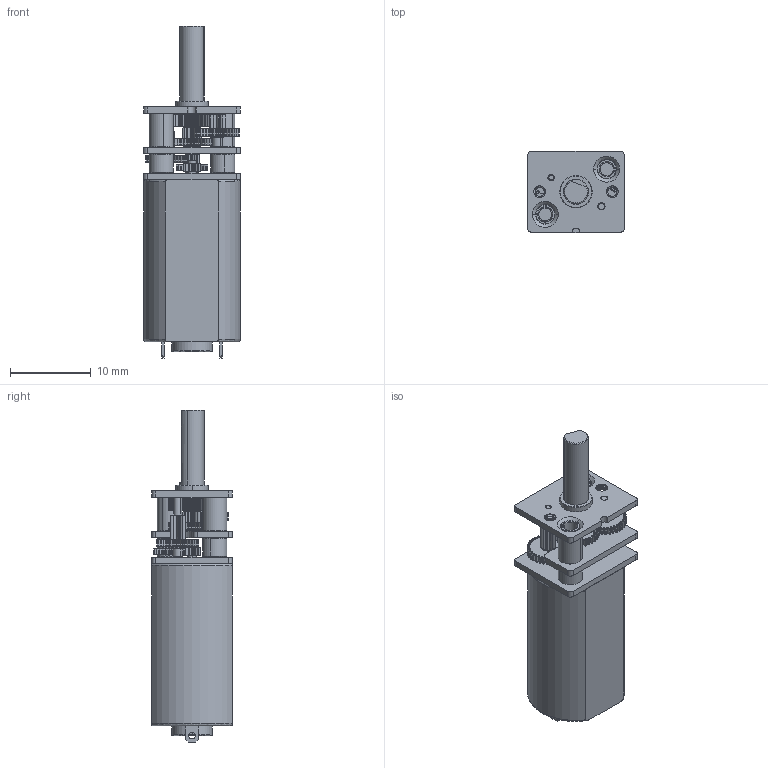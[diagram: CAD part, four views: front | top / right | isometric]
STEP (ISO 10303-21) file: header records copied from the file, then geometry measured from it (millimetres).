
FILE_DESCRIPTION((''),'2;1');
FILE_NAME('ASM0001_ASM','2024-07-15T',('86157'),(''),'PRO/ENGINEER BY PARAMETRIC TECHNOLOGY CORPORATION, 2010280','PRO/ENGINEER BY PARAMETRIC TECHNOLOGY CORPORATION, 2010280','');
FILE_SCHEMA(('CONFIG_CONTROL_DESIGN'));
Products named in the file (20): ________M0_15X10T_M0_15X10; ________M0_15X9T_M0_15X9; ________M0_15X25____-0_35_M0_15; ________M0_15X10____0_45_M0_15X; 2_4____; ________M0_15X34T_M0_15X34; ______M0_15X12____0_25_M0_15X12; ________1_7T; PRODUCT_76987; ______8_65; ________M0_15X35____-0_4_M0_15X; ______M0_15X38_M0_15X38; 3__-10D______; ________M0_15X13____0_3_M0_15X1; ___________________38_35_13_ASM; ________M0_15X37____-0_4_M0_15X; PRODUCT_5996; PRODUCT_97752; MOTOR-N30; ASM0001_ASM
Assembly tree (21 placements, depth 3):
  ASM0001_ASM
    ________M0_15X10T_M0_15X10
    ________M0_15X9T_M0_15X9
    ________M0_15X25____-0_35_M0_15
    ________M0_15X10____0_45_M0_15X
    2_4____  x2
    ________M0_15X34T_M0_15X34
    ______M0_15X12____0_25_M0_15X12
    ________1_7T
    PRODUCT_76987
    ______8_65  x2
    ________M0_15X35____-0_4_M0_15X
    ___________________38_35_13_ASM
      ______M0_15X38_M0_15X38
      3__-10D______
      ________M0_15X13____0_3_M0_15X1
    ________M0_15X37____-0_4_M0_15X
    PRODUCT_5996
    PRODUCT_97752
    MOTOR-N30
Bounding box: 12 x 10 x 41.1 mm (x, y, z)
Volume: 2619.1 mm3; surface area: 2773.7 mm2
Topology: 20 solids, 20 shells, 1960 faces, 5917 edges, 4021 vertices
Faces by surface type: cylinder 1206, extrusion 446, plane 150, cone 144, torus 8, bspline 6
Entity records: 99044 total; most frequent: CARTESIAN_POINT 45387, ORIENTED_EDGE 11670, DIRECTION 11019, EDGE_CURVE 5835, AXIS2_PLACEMENT_3D 4340, VERTEX_POINT 3973, CIRCLE 2829, VECTOR 2339
